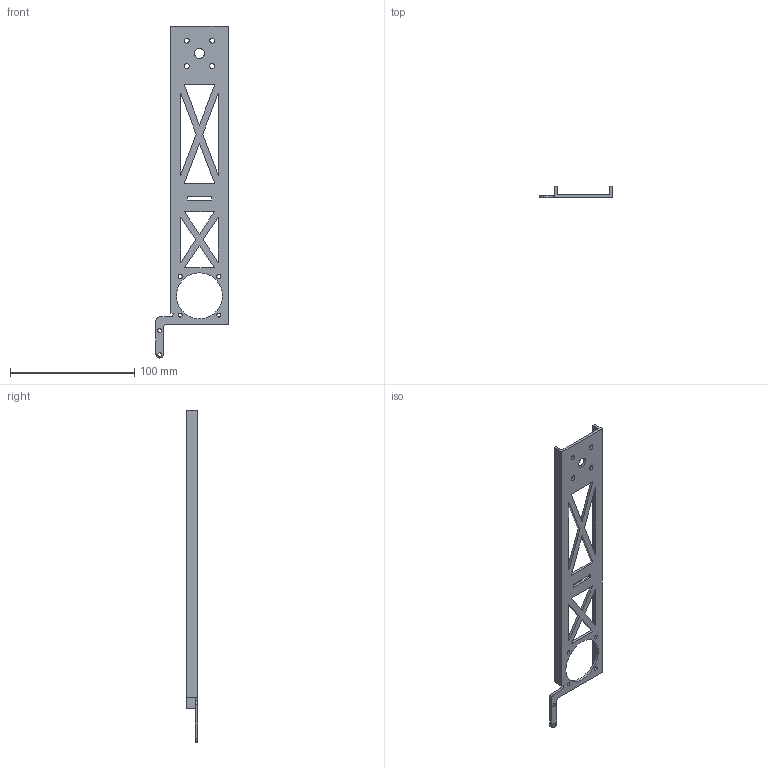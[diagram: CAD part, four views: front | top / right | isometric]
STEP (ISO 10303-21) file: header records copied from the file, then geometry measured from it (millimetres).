
FILE_DESCRIPTION (( 'STEP AP203' ), '1' );
FILE_NAME ('儂迮旋1僇毀耜.STEP', '2025-08-23T07:08:03', ( '' ), ( '' ), 'SwSTEP 2.0', 'SolidWorks 2025', '' );
FILE_SCHEMA (( 'CONFIG_CONTROL_DESIGN' ));
Length unit declared in the file: millimetre
Products named in the file (1): 机械臂1段反侧
Bounding box: 58 x 9 x 267.05 mm (x, y, z)
Volume: 21592.7 mm3; surface area: 25046.9 mm2
Topology: 1 solids, 1 shells, 71 faces, 206 edges, 137 vertices
Faces by surface type: plane 42, cylinder 29
Entity records: 2511 total; most frequent: CARTESIAN_POINT 415, ORIENTED_EDGE 412, DIRECTION 408, EDGE_CURVE 206, VECTOR 148, LINE 148, VERTEX_POINT 137, AXIS2_PLACEMENT_3D 130
